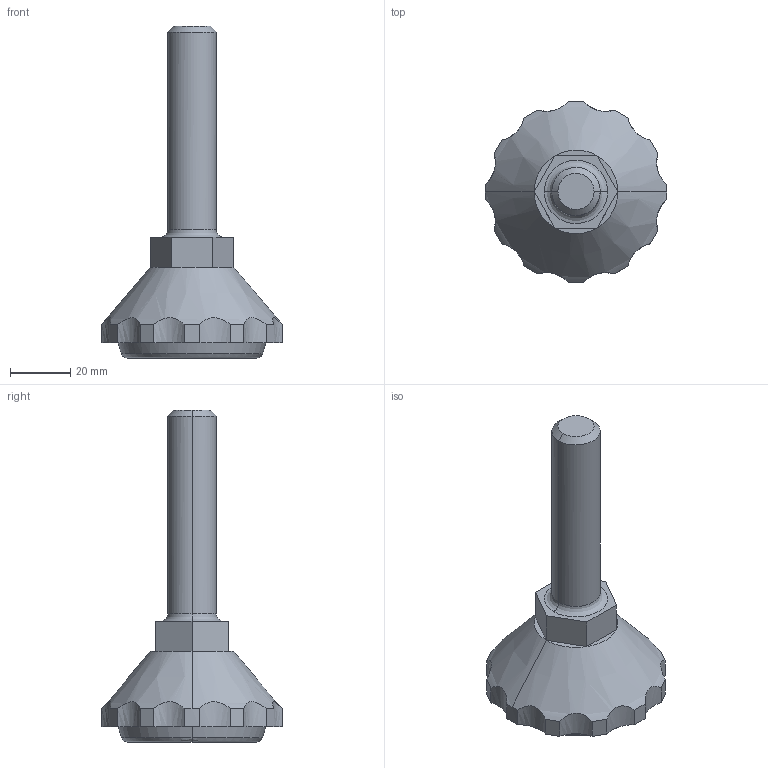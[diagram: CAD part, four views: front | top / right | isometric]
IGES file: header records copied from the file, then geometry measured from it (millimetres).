
Start section: ------------------------------------------------------------------------
Global section: file name: PC50.16592.TM_170R_G_5830.igs; native system: spGate; preprocessor: ver17.5.1; author: Unknown; organization: Unknown; date: 210303.092512; units: millimetre
Bounding box: 60 x 59.79 x 110 mm (x, y, z)
Volume: 68183 mm3; surface area: 19072.6 mm2
Topology: 4 solids, 4 shells, 108 faces, 257 edges, 163 vertices
Faces by surface type: bspline 108
